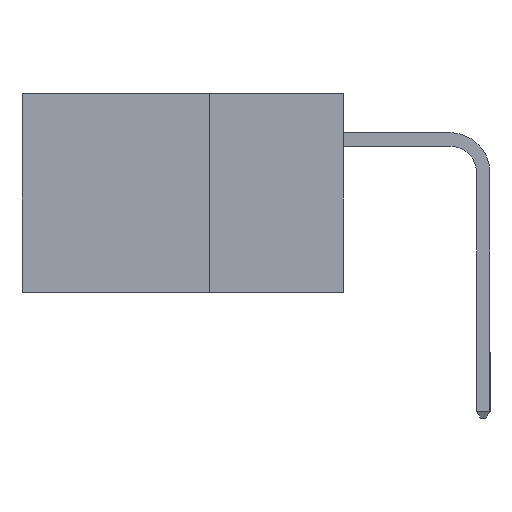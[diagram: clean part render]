
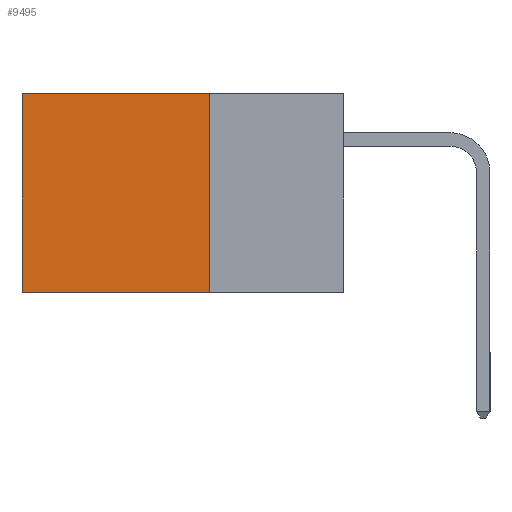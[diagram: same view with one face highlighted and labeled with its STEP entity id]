
A CAD part, left-side view. The second image highlights one B-rep face of the part: STEP entity #9495.
In plain terms, the highlighted planar face has unit normal (-1, 0, 0).
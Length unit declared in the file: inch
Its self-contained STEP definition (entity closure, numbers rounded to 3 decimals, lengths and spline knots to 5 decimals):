
#4 = CARTESIAN_POINT ( 'NONE',  ( 0.298, 0.25, 0. ) ) ;
#1689 = VECTOR ( 'NONE', #28062, 39.37008 ) ;
#1707 = DIRECTION ( 'NONE',  ( 0., 0., -1. ) ) ;
#2009 = PLANE ( 'NONE',  #17447 ) ;
#2121 = EDGE_CURVE ( 'NONE', #23762, #11092, #18517, .T. ) ;
#2717 = LINE ( 'NONE', #8536, #17974 ) ;
#4275 = DIRECTION ( 'NONE',  ( 0., 1., 0. ) ) ;
#5404 = CARTESIAN_POINT ( 'NONE',  ( 0.298, 0.25, 0. ) ) ;
#6777 = LINE ( 'NONE', #12818, #1689 ) ;
#8536 = CARTESIAN_POINT ( 'NONE',  ( 0.298, 0.25, 0. ) ) ;
#9219 = EDGE_CURVE ( 'NONE', #20810, #9542, #2717, .T. ) ;
#9495 = ADVANCED_FACE ( 'NONE', ( #27177 ), #2009, .F. ) ;
#9542 = VERTEX_POINT ( 'NONE', #27673 ) ;
#11092 = VERTEX_POINT ( 'NONE', #15918 ) ;
#12818 = CARTESIAN_POINT ( 'NONE',  ( 0.298, 0.6, 0. ) ) ;
#13534 = ORIENTED_EDGE ( 'NONE', *, *, #9219, .T. ) ;
#14880 = CARTESIAN_POINT ( 'NONE',  ( 0.298, 0.25, -0.37 ) ) ;
#15210 = DIRECTION ( 'NONE',  ( 1., 0., 0. ) ) ;
#15309 = ORIENTED_EDGE ( 'NONE', *, *, #2121, .F. ) ;
#15508 = ORIENTED_EDGE ( 'NONE', *, *, #16045, .T. ) ;
#15918 = CARTESIAN_POINT ( 'NONE',  ( 0.298, 0.6, -0.37 ) ) ;
#16045 = EDGE_CURVE ( 'NONE', #9542, #11092, #6777, .T. ) ;
#16359 = ORIENTED_EDGE ( 'NONE', *, *, #19683, .F. ) ;
#17447 = AXIS2_PLACEMENT_3D ( 'NONE', #4, #15210, #21076 ) ;
#17974 = VECTOR ( 'NONE', #4275, 39.37008 ) ;
#18517 = LINE ( 'NONE', #14880, #20584 ) ;
#19683 = EDGE_CURVE ( 'NONE', #20810, #23762, #23593, .T. ) ;
#20584 = VECTOR ( 'NONE', #21517, 39.37008 ) ;
#20810 = VERTEX_POINT ( 'NONE', #5404 ) ;
#21076 = DIRECTION ( 'NONE',  ( 0., 0., -1. ) ) ;
#21517 = DIRECTION ( 'NONE',  ( 0., 1., 0. ) ) ;
#22900 = VECTOR ( 'NONE', #1707, 39.37008 ) ;
#23593 = LINE ( 'NONE', #27753, #22900 ) ;
#23762 = VERTEX_POINT ( 'NONE', #24773 ) ;
#24773 = CARTESIAN_POINT ( 'NONE',  ( 0.298, 0.25, -0.37 ) ) ;
#26600 = EDGE_LOOP ( 'NONE', ( #15508, #15309, #16359, #13534 ) ) ;
#27177 = FACE_OUTER_BOUND ( 'NONE', #26600, .T. ) ;
#27673 = CARTESIAN_POINT ( 'NONE',  ( 0.298, 0.6, 0. ) ) ;
#27753 = CARTESIAN_POINT ( 'NONE',  ( 0.298, 0.25, 0. ) ) ;
#28062 = DIRECTION ( 'NONE',  ( 0., 0., -1. ) ) ;
